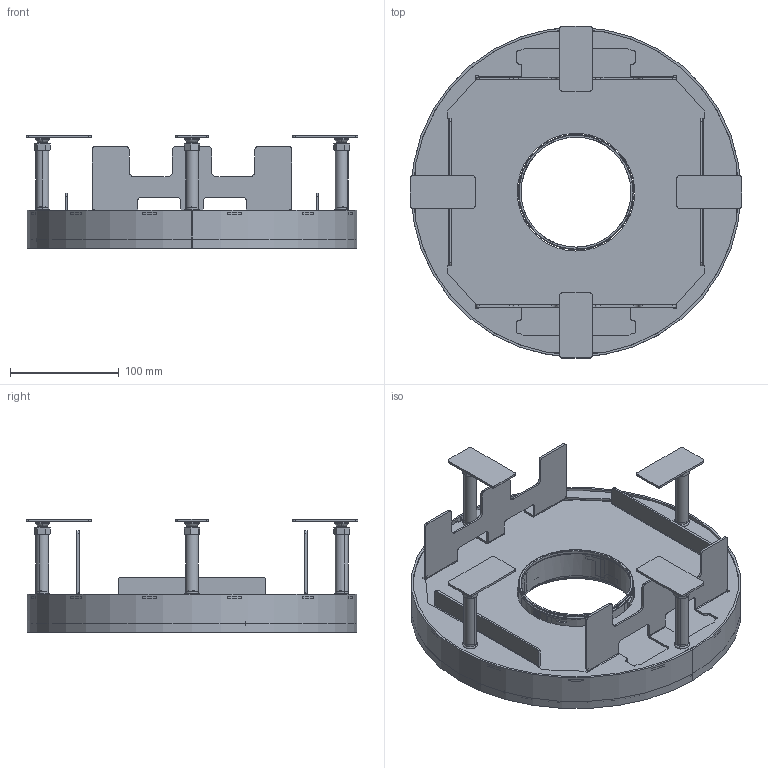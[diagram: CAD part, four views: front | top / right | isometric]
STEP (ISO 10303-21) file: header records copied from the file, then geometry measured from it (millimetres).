
FILE_DESCRIPTION((''),'2;1');
FILE_NAME('7409430_ASM','2014-06-05T',('AndreasKeweloh'),(''),'PRO/ENGINEER BY PARAMETRIC TECHNOLOGY CORPORATION, 2014000','PRO/ENGINEER BY PARAMETRIC TECHNOLOGY CORPORATION, 2014000','');
FILE_SCHEMA(('CONFIG_CONTROL_DESIGN'));
Length unit declared in the file: millimetre
Products named in the file (19): 42835F-4_F_R_RK__9; 43834AA_SICKE_RK___9_DA_298_6_M; EINLEGEVARIANTE__O-RING_RUND_F_; 036170; 036161; 036159; 036160; TUBUSBAUGRUPPE_F_R_KASSETTEN_H__ASM; STAHLEINLAGE__NEU__RUNDE_KASSET; RUNDE_KASSETTENOBERTEILE_NEU_TU_ASM; 041219; 35100012; 041819_L__70_MM; 044299_STELLFU__GERADE_ASM; 42389C_BLINDNIET_GEK_RZT__EINBA; 43836AA_KOPIE_43836AA_MIT_NIVEL; RUNDE_KASSETTE_R9_AU_ENRING_MIT; KASSETTENUNTERTEIL_R9_F_R_TUBUS_ASM; 7409430_ASM
Assembly tree (24 placements, depth 4):
  7409430_ASM
    RUNDE_KASSETTENOBERTEILE_NEU_TU_ASM
      42835F-4_F_R_RK__9
      43834AA_SICKE_RK___9_DA_298_6_M
      TUBUSBAUGRUPPE_F_R_KASSETTEN_H__ASM
        EINLEGEVARIANTE__O-RING_RUND_F_
        036170
        036161
        036159
        036160
      STAHLEINLAGE__NEU__RUNDE_KASSET
    KASSETTENUNTERTEIL_R9_F_R_TUBUS_ASM
      044299_STELLFU__GERADE_ASM  x4
        041219
        35100012
        041819_L__70_MM
      42389C_BLINDNIET_GEK_RZT__EINBA  x4
      43836AA_KOPIE_43836AA_MIT_NIVEL
      RUNDE_KASSETTE_R9_AU_ENRING_MIT
Bounding box: 306 x 306 x 104.2 mm (x, y, z)
Volume: 547702.5 mm3; surface area: 455608.3 mm2
Topology: 26 solids, 26 shells, 1311 faces, 3331 edges, 2104 vertices
Faces by surface type: plane 636, cylinder 371, cone 187, torus 71, bspline 30, sphere 16
Entity records: 31385 total; most frequent: CARTESIAN_POINT 7506, DIRECTION 4956, ORIENTED_EDGE 4942, EDGE_CURVE 2471, AXIS2_PLACEMENT_3D 1836, VERTEX_POINT 1585, VECTOR 1284, LINE 1284
